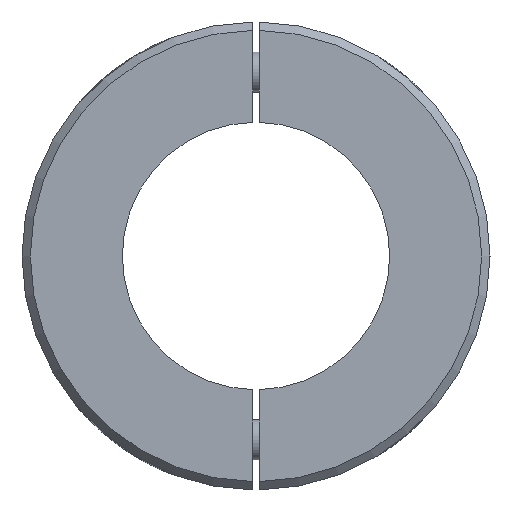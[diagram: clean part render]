
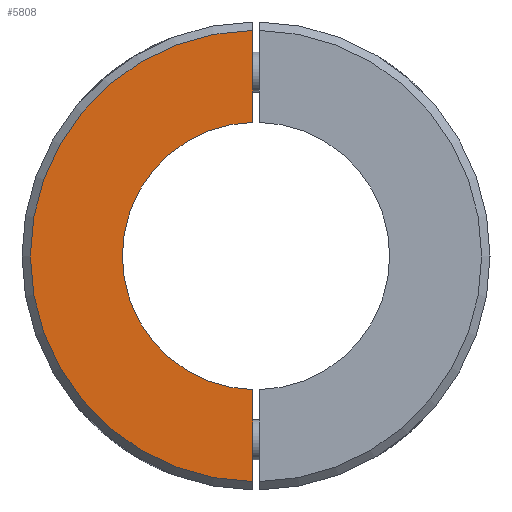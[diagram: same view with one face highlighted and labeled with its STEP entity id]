
A CAD part, left-side view. The second image highlights one B-rep face of the part: STEP entity #5808.
In plain terms, the highlighted planar face has unit normal (-1, 0, 0).
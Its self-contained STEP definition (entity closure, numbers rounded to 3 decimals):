
#105 = DIRECTION ( 'NONE',  ( -1., 0., 0. ) ) ;
#129 = ORIENTED_EDGE ( 'NONE', *, *, #1777, .T. ) ;
#165 = VERTEX_POINT ( 'NONE', #11635 ) ;
#515 = VECTOR ( 'NONE', #4775, 1000. ) ;
#571 = CIRCLE ( 'NONE', #2422, 67.5 ) ;
#784 = CARTESIAN_POINT ( 'NONE',  ( -110., 67.5, 0. ) ) ;
#1370 = CIRCLE ( 'NONE', #3891, 40. ) ;
#1387 = ORIENTED_EDGE ( 'NONE', *, *, #2975, .T. ) ;
#1527 = AXIS2_PLACEMENT_3D ( 'NONE', #784, #11365, #11439 ) ;
#1777 = EDGE_CURVE ( 'NONE', #165, #9014, #2060, .T. ) ;
#1788 = VERTEX_POINT ( 'NONE', #2990 ) ;
#2060 = LINE ( 'NONE', #9777, #5377 ) ;
#2422 = AXIS2_PLACEMENT_3D ( 'NONE', #4645, #9002, #9800 ) ;
#2975 = EDGE_CURVE ( 'NONE', #10654, #165, #571, .T. ) ;
#2990 = CARTESIAN_POINT ( 'NONE',  ( -110., 1., 39.987 ) ) ;
#3891 = AXIS2_PLACEMENT_3D ( 'NONE', #5545, #105, #6494 ) ;
#3905 = CARTESIAN_POINT ( 'NONE',  ( -110., 1., 67.493 ) ) ;
#4645 = CARTESIAN_POINT ( 'NONE',  ( -110., 0., 0. ) ) ;
#4775 = DIRECTION ( 'NONE',  ( 0., 0., 1. ) ) ;
#5377 = VECTOR ( 'NONE', #6371, 1000. ) ;
#5545 = CARTESIAN_POINT ( 'NONE',  ( -110., 0., 0. ) ) ;
#5808 = ADVANCED_FACE ( 'NONE', ( #8309 ), #10570, .F. ) ;
#5863 = CARTESIAN_POINT ( 'NONE',  ( -110., 1., -39.987 ) ) ;
#5935 = EDGE_LOOP ( 'NONE', ( #1387, #129, #12807, #11493 ) ) ;
#6371 = DIRECTION ( 'NONE',  ( 0., 0., 1. ) ) ;
#6494 = DIRECTION ( 'NONE',  ( 0., 0., 1. ) ) ;
#8309 = FACE_OUTER_BOUND ( 'NONE', #5935, .T. ) ;
#8748 = EDGE_CURVE ( 'NONE', #1788, #9014, #1370, .T. ) ;
#9002 = DIRECTION ( 'NONE',  ( -1., 0., 0. ) ) ;
#9014 = VERTEX_POINT ( 'NONE', #5863 ) ;
#9777 = CARTESIAN_POINT ( 'NONE',  ( -110., 1., 70. ) ) ;
#9800 = DIRECTION ( 'NONE',  ( 0., 0., 1. ) ) ;
#10128 = LINE ( 'NONE', #11267, #515 ) ;
#10570 = PLANE ( 'NONE',  #1527 ) ;
#10654 = VERTEX_POINT ( 'NONE', #3905 ) ;
#11267 = CARTESIAN_POINT ( 'NONE',  ( -110., 1., 70. ) ) ;
#11284 = EDGE_CURVE ( 'NONE', #1788, #10654, #10128, .T. ) ;
#11365 = DIRECTION ( 'NONE',  ( 1., 0., 0. ) ) ;
#11439 = DIRECTION ( 'NONE',  ( 0., 0., -1. ) ) ;
#11493 = ORIENTED_EDGE ( 'NONE', *, *, #11284, .T. ) ;
#11635 = CARTESIAN_POINT ( 'NONE',  ( -110., 1., -67.493 ) ) ;
#12807 = ORIENTED_EDGE ( 'NONE', *, *, #8748, .F. ) ;
